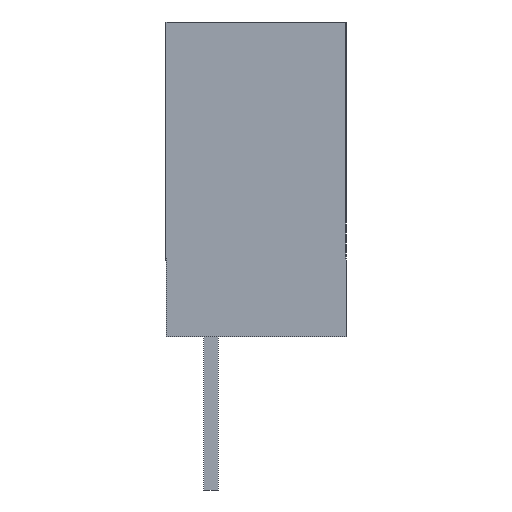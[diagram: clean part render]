
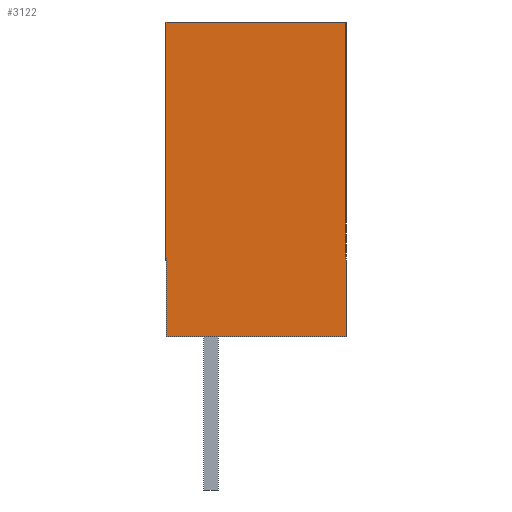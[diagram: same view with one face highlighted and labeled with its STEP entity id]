
A CAD part, left-side view. The second image highlights one B-rep face of the part: STEP entity #3122.
In plain terms, the highlighted planar face has unit normal (-1, 0, 0).
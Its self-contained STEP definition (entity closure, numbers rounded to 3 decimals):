
#542 = VERTEX_POINT('',#543);
#543 = CARTESIAN_POINT('',(-16.764,8.89,2.54));
#549 = EDGE_CURVE('',#542,#550,#552,.T.);
#550 = VERTEX_POINT('',#551);
#551 = CARTESIAN_POINT('',(-16.764,0.,2.54));
#552 = LINE('',#553,#554);
#553 = CARTESIAN_POINT('',(-16.764,8.89,2.54));
#554 = VECTOR('',#555,1.);
#555 = DIRECTION('',(0.,-1.,0.));
#590 = VERTEX_POINT('',#591);
#591 = CARTESIAN_POINT('',(-16.764,0.,-2.54));
#597 = EDGE_CURVE('',#598,#590,#600,.T.);
#598 = VERTEX_POINT('',#599);
#599 = CARTESIAN_POINT('',(-16.764,8.89,-2.54));
#600 = LINE('',#601,#602);
#601 = CARTESIAN_POINT('',(-16.764,8.89,-2.54));
#602 = VECTOR('',#603,1.);
#603 = DIRECTION('',(0.,-1.,0.));
#714 = EDGE_CURVE('',#590,#550,#715,.T.);
#715 = LINE('',#716,#717);
#716 = CARTESIAN_POINT('',(-16.764,0.,-2.54));
#717 = VECTOR('',#718,1.);
#718 = DIRECTION('',(0.,0.,1.));
#2646 = EDGE_CURVE('',#598,#542,#2647,.T.);
#2647 = LINE('',#2648,#2649);
#2648 = CARTESIAN_POINT('',(-16.764,8.89,-2.54));
#2649 = VECTOR('',#2650,1.);
#2650 = DIRECTION('',(0.,0.,1.));
#3122 = ADVANCED_FACE('',(#3123),#3129,.F.);
#3123 = FACE_BOUND('',#3124,.T.);
#3124 = EDGE_LOOP('',(#3125,#3126,#3127,#3128));
#3125 = ORIENTED_EDGE('',*,*,#714,.T.);
#3126 = ORIENTED_EDGE('',*,*,#549,.F.);
#3127 = ORIENTED_EDGE('',*,*,#2646,.F.);
#3128 = ORIENTED_EDGE('',*,*,#597,.T.);
#3129 = PLANE('',#3130);
#3130 = AXIS2_PLACEMENT_3D('',#3131,#3132,#3133);
#3131 = CARTESIAN_POINT('',(-16.764,8.89,-2.54));
#3132 = DIRECTION('',(1.,0.,0.));
#3133 = DIRECTION('',(0.,0.,-1.));
